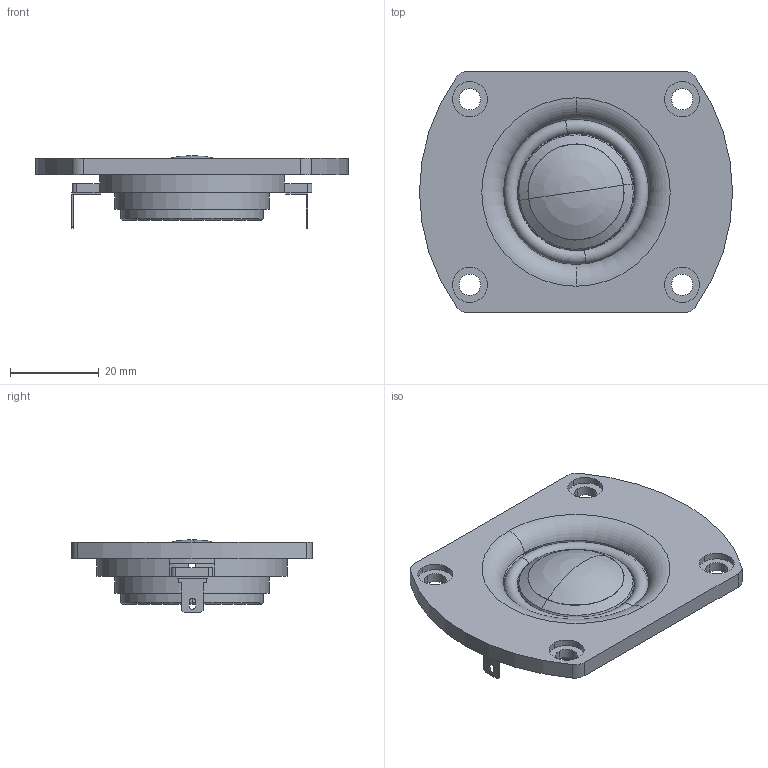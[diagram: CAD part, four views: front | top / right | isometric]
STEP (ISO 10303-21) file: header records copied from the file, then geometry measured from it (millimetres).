
FILE_DESCRIPTION (( 'STEP AP214' ), '1' );
FILE_NAME ('25mm TW-384 20230403.STEP', '2023-04-03T08:46:18', ( '' ), ( '' ), 'SwSTEP 2.0', 'SolidWorks 2020', '' );
FILE_SCHEMA (( 'AUTOMOTIVE_DESIGN' ));
Length unit declared in the file: millimetre
Products named in the file (1): 25mm TW-384  20230403
Bounding box: 70.5 x 54.3 x 16.41 mm (x, y, z)
Surface area: 11736.2 mm2 (no closed solid volume)
Topology: 0 solids, 6 shells, 143 faces, 400 edges, 269 vertices
Faces by surface type: plane 69, cylinder 58, torus 8, sphere 4, cone 4
Entity records: 6215 total; most frequent: DIRECTION 844, CARTESIAN_POINT 809, ORIENTED_EDGE 728, EDGE_CURVE 397, AXIS2_PLACEMENT_3D 303, VERTEX_POINT 268, LINE 238, VECTOR 238
